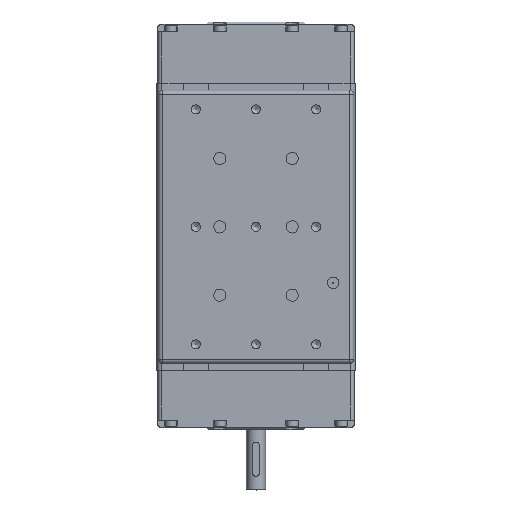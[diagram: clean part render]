
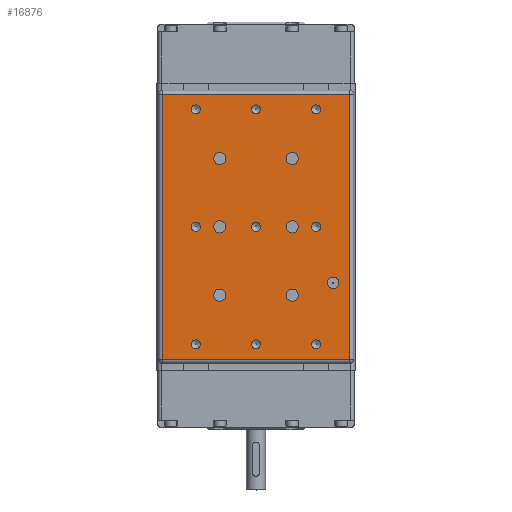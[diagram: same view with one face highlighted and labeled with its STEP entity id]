
A CAD part, top view. The second image highlights one B-rep face of the part: STEP entity #16876.
In plain terms, the highlighted face is planar.
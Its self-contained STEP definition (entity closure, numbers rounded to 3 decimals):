
#15827=CARTESIAN_POINT('',(60.75,52.819,936.0));
#15828=VERTEX_POINT('',#15827);
#15829=CARTESIAN_POINT('',(56.5,52.819,936.0));
#15830=DIRECTION('',(0.0,-1.0,0.0));
#15831=DIRECTION('',(-1.0,0.0,0.0));
#15832=AXIS2_PLACEMENT_3D('',#15829,#15830,#15831);
#15833=CIRCLE('',#15832,4.25);
#15834=EDGE_CURVE('',#15828,#15828,#15833,.T.);
#15867=CARTESIAN_POINT('',(-22.,52.819,845.0));
#15868=VERTEX_POINT('',#15867);
#15869=CARTESIAN_POINT('',(-26.5,52.819,845.0));
#15870=DIRECTION('',(0.0,-1.0,0.0));
#15871=DIRECTION('',(-1.0,0.0,0.0));
#15872=AXIS2_PLACEMENT_3D('',#15869,#15870,#15871);
#15873=CIRCLE('',#15872,4.5);
#15874=EDGE_CURVE('',#15868,#15868,#15873,.T.);
#15904=CARTESIAN_POINT('',(31.,52.819,845.0));
#15905=VERTEX_POINT('',#15904);
#15906=CARTESIAN_POINT('',(26.5,52.819,845.0));
#15907=DIRECTION('',(0.0,-1.0,0.0));
#15908=DIRECTION('',(-1.0,0.0,0.0));
#15909=AXIS2_PLACEMENT_3D('',#15906,#15907,#15908);
#15910=CIRCLE('',#15909,4.5);
#15911=EDGE_CURVE('',#15905,#15905,#15910,.T.);
#15941=CARTESIAN_POINT('',(-22.,52.819,895.0));
#15942=VERTEX_POINT('',#15941);
#15943=CARTESIAN_POINT('',(-26.5,52.819,895.0));
#15944=DIRECTION('',(0.0,-1.0,0.0));
#15945=DIRECTION('',(-1.0,0.0,0.0));
#15946=AXIS2_PLACEMENT_3D('',#15943,#15944,#15945);
#15947=CIRCLE('',#15946,4.5);
#15948=EDGE_CURVE('',#15942,#15942,#15947,.T.);
#15978=CARTESIAN_POINT('',(31.,52.819,895.0));
#15979=VERTEX_POINT('',#15978);
#15980=CARTESIAN_POINT('',(26.5,52.819,895.0));
#15981=DIRECTION('',(0.0,-1.0,0.0));
#15982=DIRECTION('',(-1.0,0.0,0.0));
#15983=AXIS2_PLACEMENT_3D('',#15980,#15981,#15982);
#15984=CIRCLE('',#15983,4.5);
#15985=EDGE_CURVE('',#15979,#15979,#15984,.T.);
#16015=CARTESIAN_POINT('',(-22.,52.819,945.0));
#16016=VERTEX_POINT('',#16015);
#16017=CARTESIAN_POINT('',(-26.5,52.819,945.0));
#16018=DIRECTION('',(0.0,-1.0,0.0));
#16019=DIRECTION('',(-1.0,0.0,0.0));
#16020=AXIS2_PLACEMENT_3D('',#16017,#16018,#16019);
#16021=CIRCLE('',#16020,4.5);
#16022=EDGE_CURVE('',#16016,#16016,#16021,.T.);
#16052=CARTESIAN_POINT('',(31.,52.819,945.0));
#16053=VERTEX_POINT('',#16052);
#16054=CARTESIAN_POINT('',(26.5,52.819,945.0));
#16055=DIRECTION('',(0.0,-1.0,0.0));
#16056=DIRECTION('',(-1.0,0.0,0.0));
#16057=AXIS2_PLACEMENT_3D('',#16054,#16055,#16056);
#16058=CIRCLE('',#16057,4.5);
#16059=EDGE_CURVE('',#16053,#16053,#16058,.T.);
#16095=CARTESIAN_POINT('',(-40.677,52.819,809.));
#16096=VERTEX_POINT('',#16095);
#16097=CARTESIAN_POINT('',(-44.,52.819,809.));
#16098=DIRECTION('',(0.0,-1.0,0.0));
#16099=DIRECTION('',(1.0,0.0,0.0));
#16100=AXIS2_PLACEMENT_3D('',#16097,#16098,#16099);
#16101=CIRCLE('',#16100,3.324);
#16102=EDGE_CURVE('',#16096,#16096,#16101,.T.);
#16132=CARTESIAN_POINT('',(3.323,52.819,809.));
#16133=VERTEX_POINT('',#16132);
#16134=CARTESIAN_POINT('',(0.,52.819,809.));
#16135=DIRECTION('',(0.0,-1.0,0.0));
#16136=DIRECTION('',(1.0,0.0,0.0));
#16137=AXIS2_PLACEMENT_3D('',#16134,#16135,#16136);
#16138=CIRCLE('',#16137,3.324);
#16139=EDGE_CURVE('',#16133,#16133,#16138,.T.);
#16169=CARTESIAN_POINT('',(47.323,52.819,809.));
#16170=VERTEX_POINT('',#16169);
#16171=CARTESIAN_POINT('',(44.,52.819,809.));
#16172=DIRECTION('',(0.0,-1.0,0.0));
#16173=DIRECTION('',(1.0,0.0,0.0));
#16174=AXIS2_PLACEMENT_3D('',#16171,#16172,#16173);
#16175=CIRCLE('',#16174,3.324);
#16176=EDGE_CURVE('',#16170,#16170,#16175,.T.);
#16206=CARTESIAN_POINT('',(-40.677,52.819,895.0));
#16207=VERTEX_POINT('',#16206);
#16208=CARTESIAN_POINT('',(-44.,52.819,895.0));
#16209=DIRECTION('',(0.0,-1.0,0.0));
#16210=DIRECTION('',(1.0,0.0,0.0));
#16211=AXIS2_PLACEMENT_3D('',#16208,#16209,#16210);
#16212=CIRCLE('',#16211,3.324);
#16213=EDGE_CURVE('',#16207,#16207,#16212,.T.);
#16243=CARTESIAN_POINT('',(3.323,52.819,895.0));
#16244=VERTEX_POINT('',#16243);
#16245=CARTESIAN_POINT('',(0.,52.819,895.0));
#16246=DIRECTION('',(0.0,-1.0,0.0));
#16247=DIRECTION('',(1.0,0.0,0.0));
#16248=AXIS2_PLACEMENT_3D('',#16245,#16246,#16247);
#16249=CIRCLE('',#16248,3.324);
#16250=EDGE_CURVE('',#16244,#16244,#16249,.T.);
#16280=CARTESIAN_POINT('',(47.323,52.819,895.0));
#16281=VERTEX_POINT('',#16280);
#16282=CARTESIAN_POINT('',(44.,52.819,895.0));
#16283=DIRECTION('',(0.0,-1.0,0.0));
#16284=DIRECTION('',(1.0,0.0,0.0));
#16285=AXIS2_PLACEMENT_3D('',#16282,#16283,#16284);
#16286=CIRCLE('',#16285,3.324);
#16287=EDGE_CURVE('',#16281,#16281,#16286,.T.);
#16317=CARTESIAN_POINT('',(-40.676,52.819,981.0));
#16318=VERTEX_POINT('',#16317);
#16319=CARTESIAN_POINT('',(-44.,52.819,981.0));
#16320=DIRECTION('',(0.0,-1.0,0.0));
#16321=DIRECTION('',(1.0,0.0,0.0));
#16322=AXIS2_PLACEMENT_3D('',#16319,#16320,#16321);
#16323=CIRCLE('',#16322,3.324);
#16324=EDGE_CURVE('',#16318,#16318,#16323,.T.);
#16354=CARTESIAN_POINT('',(3.324,52.819,981.0));
#16355=VERTEX_POINT('',#16354);
#16356=CARTESIAN_POINT('',(0.,52.819,981.0));
#16357=DIRECTION('',(0.0,-1.0,0.0));
#16358=DIRECTION('',(1.0,0.0,0.0));
#16359=AXIS2_PLACEMENT_3D('',#16356,#16357,#16358);
#16360=CIRCLE('',#16359,3.324);
#16361=EDGE_CURVE('',#16355,#16355,#16360,.T.);
#16391=CARTESIAN_POINT('',(47.324,52.819,981.0));
#16392=VERTEX_POINT('',#16391);
#16393=CARTESIAN_POINT('',(44.,52.819,981.0));
#16394=DIRECTION('',(0.0,-1.0,0.0));
#16395=DIRECTION('',(1.0,0.0,0.0));
#16396=AXIS2_PLACEMENT_3D('',#16393,#16394,#16395);
#16397=CIRCLE('',#16396,3.324);
#16398=EDGE_CURVE('',#16392,#16392,#16397,.T.);
#16413=CARTESIAN_POINT('',(-68.5,52.819,798.0));
#16414=VERTEX_POINT('',#16413);
#16480=CARTESIAN_POINT('',(-68.5,52.819,992.0));
#16481=VERTEX_POINT('',#16480);
#16547=CARTESIAN_POINT('',(68.5,52.819,798.0));
#16548=VERTEX_POINT('',#16547);
#16620=CARTESIAN_POINT('',(-68.5,52.819,798.0));
#16621=DIRECTION('',(1.0,0.0,0.0));
#16622=VECTOR('',#16621,137.);
#16623=LINE('',#16620,#16622);
#16624=EDGE_CURVE('',#16414,#16548,#16623,.T.);
#16636=CARTESIAN_POINT('',(68.5,52.819,992.0));
#16637=VERTEX_POINT('',#16636);
#16709=CARTESIAN_POINT('',(68.5,52.819,798.0));
#16710=DIRECTION('',(0.0,0.0,1.0));
#16711=VECTOR('',#16710,194.0);
#16712=LINE('',#16709,#16711);
#16713=EDGE_CURVE('',#16548,#16637,#16712,.T.);
#16731=CARTESIAN_POINT('',(68.5,52.819,992.0));
#16732=DIRECTION('',(-1.0,0.0,0.0));
#16733=VECTOR('',#16732,137.0);
#16734=LINE('',#16731,#16733);
#16735=EDGE_CURVE('',#16637,#16481,#16734,.T.);
#16753=CARTESIAN_POINT('',(-68.5,52.819,992.0));
#16754=DIRECTION('',(0.0,0.0,-1.0));
#16755=VECTOR('',#16754,194.0);
#16756=LINE('',#16753,#16755);
#16757=EDGE_CURVE('',#16481,#16414,#16756,.T.);
#16817=CARTESIAN_POINT('',(0.,52.819,895.));
#16818=DIRECTION('',(0.0,1.0,0.0));
#16819=DIRECTION('',(0.0,0.0,1.0));
#16820=AXIS2_PLACEMENT_3D('',#16817,#16818,#16819);
#16821=PLANE('',#16820);
#16822=ORIENTED_EDGE('',*,*,#16624,.F.);
#16823=ORIENTED_EDGE('',*,*,#16757,.F.);
#16824=ORIENTED_EDGE('',*,*,#16735,.F.);
#16825=ORIENTED_EDGE('',*,*,#16713,.F.);
#16826=EDGE_LOOP('',(#16822,#16823,#16824,#16825));
#16827=FACE_OUTER_BOUND('',#16826,.T.);
#16828=ORIENTED_EDGE('',*,*,#15834,.T.);
#16829=EDGE_LOOP('',(#16828));
#16830=FACE_BOUND('',#16829,.T.);
#16831=ORIENTED_EDGE('',*,*,#15874,.T.);
#16832=EDGE_LOOP('',(#16831));
#16833=FACE_BOUND('',#16832,.T.);
#16834=ORIENTED_EDGE('',*,*,#15911,.T.);
#16835=EDGE_LOOP('',(#16834));
#16836=FACE_BOUND('',#16835,.T.);
#16837=ORIENTED_EDGE('',*,*,#15948,.T.);
#16838=EDGE_LOOP('',(#16837));
#16839=FACE_BOUND('',#16838,.T.);
#16840=ORIENTED_EDGE('',*,*,#15985,.T.);
#16841=EDGE_LOOP('',(#16840));
#16842=FACE_BOUND('',#16841,.T.);
#16843=ORIENTED_EDGE('',*,*,#16022,.T.);
#16844=EDGE_LOOP('',(#16843));
#16845=FACE_BOUND('',#16844,.T.);
#16846=ORIENTED_EDGE('',*,*,#16059,.T.);
#16847=EDGE_LOOP('',(#16846));
#16848=FACE_BOUND('',#16847,.T.);
#16849=ORIENTED_EDGE('',*,*,#16102,.T.);
#16850=EDGE_LOOP('',(#16849));
#16851=FACE_BOUND('',#16850,.T.);
#16852=ORIENTED_EDGE('',*,*,#16139,.T.);
#16853=EDGE_LOOP('',(#16852));
#16854=FACE_BOUND('',#16853,.T.);
#16855=ORIENTED_EDGE('',*,*,#16176,.T.);
#16856=EDGE_LOOP('',(#16855));
#16857=FACE_BOUND('',#16856,.T.);
#16858=ORIENTED_EDGE('',*,*,#16213,.T.);
#16859=EDGE_LOOP('',(#16858));
#16860=FACE_BOUND('',#16859,.T.);
#16861=ORIENTED_EDGE('',*,*,#16250,.T.);
#16862=EDGE_LOOP('',(#16861));
#16863=FACE_BOUND('',#16862,.T.);
#16864=ORIENTED_EDGE('',*,*,#16287,.T.);
#16865=EDGE_LOOP('',(#16864));
#16866=FACE_BOUND('',#16865,.T.);
#16867=ORIENTED_EDGE('',*,*,#16324,.T.);
#16868=EDGE_LOOP('',(#16867));
#16869=FACE_BOUND('',#16868,.T.);
#16870=ORIENTED_EDGE('',*,*,#16361,.T.);
#16871=EDGE_LOOP('',(#16870));
#16872=FACE_BOUND('',#16871,.T.);
#16873=ORIENTED_EDGE('',*,*,#16398,.T.);
#16874=EDGE_LOOP('',(#16873));
#16875=FACE_BOUND('',#16874,.T.);
#16876=ADVANCED_FACE('',(#16827,#16830,#16833,#16836,#16839,#16842,#16845,#16848,#16851,#16854,#16857,#16860,#16863,#16866,#16869,#16872,#16875),#16821,.T.);
